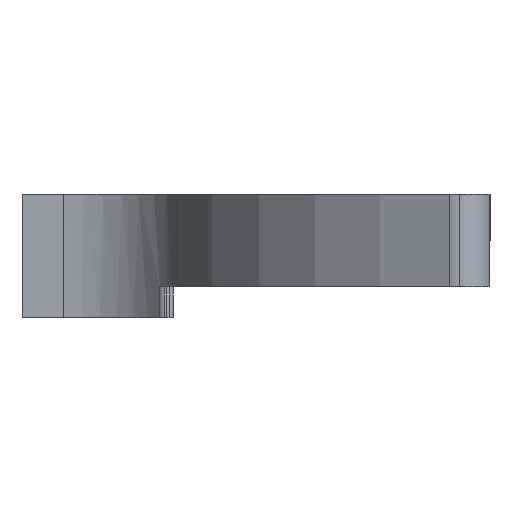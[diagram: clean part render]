
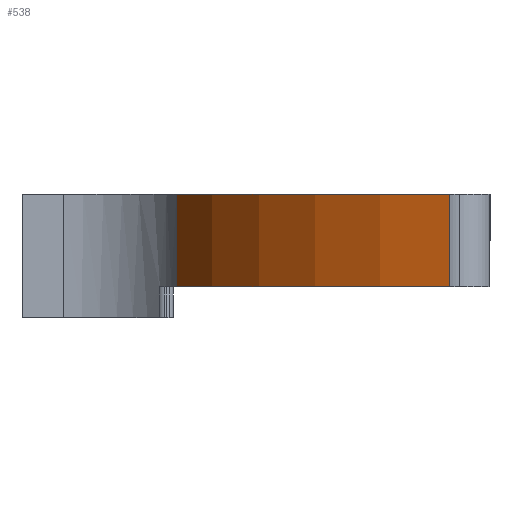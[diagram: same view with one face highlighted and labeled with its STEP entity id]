
A CAD part, left-side view. The second image highlights one B-rep face of the part: STEP entity #538.
In plain terms, the highlighted cylindrical face has radius 73 mm (diameter 146 mm), a partial arc.
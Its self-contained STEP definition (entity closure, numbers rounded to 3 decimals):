
#7 = FACE_OUTER_BOUND ( 'NONE', #1396, .T. ) ;
#8 = ORIENTED_EDGE ( 'NONE', *, *, #1660, .F. ) ;
#226 = CARTESIAN_POINT ( 'NONE',  ( 0., 0., 20. ) ) ;
#316 = LINE ( 'NONE', #1761, #1557 ) ;
#339 = LINE ( 'NONE', #973, #1584 ) ;
#351 = CARTESIAN_POINT ( 'NONE',  ( 0., 0., 20. ) ) ;
#387 = DIRECTION ( 'NONE',  ( -1., 0., 0. ) ) ;
#449 = EDGE_CURVE ( 'NONE', #1246, #1629, #316, .T. ) ;
#504 = CIRCLE ( 'NONE', #1884, 73. ) ;
#533 = CARTESIAN_POINT ( 'NONE',  ( -69.427, 22.558, 20. ) ) ;
#538 = ADVANCED_FACE ( 'NONE', ( #7 ), #822, .T. ) ;
#559 = AXIS2_PLACEMENT_3D ( 'NONE', #226, #1354, #387 ) ;
#707 = DIRECTION ( 'NONE',  ( 0., 0., -1. ) ) ;
#822 = CYLINDRICAL_SURFACE ( 'NONE', #1647, 73. ) ;
#825 = DIRECTION ( 'NONE',  ( 0., 0., -1. ) ) ;
#973 = CARTESIAN_POINT ( 'NONE',  ( -29.043, 66.974, 20. ) ) ;
#1014 = ORIENTED_EDGE ( 'NONE', *, *, #1095, .F. ) ;
#1073 = CARTESIAN_POINT ( 'NONE',  ( -69.427, 22.558, 5. ) ) ;
#1095 = EDGE_CURVE ( 'NONE', #1178, #1629, #2081, .T. ) ;
#1121 = DIRECTION ( 'NONE',  ( 0., 0., -1. ) ) ;
#1134 = CARTESIAN_POINT ( 'NONE',  ( -29.043, 66.974, 5. ) ) ;
#1162 = ORIENTED_EDGE ( 'NONE', *, *, #1948, .T. ) ;
#1178 = VERTEX_POINT ( 'NONE', #1379 ) ;
#1246 = VERTEX_POINT ( 'NONE', #1073 ) ;
#1319 = DIRECTION ( 'NONE',  ( -1., 0., 0. ) ) ;
#1354 = DIRECTION ( 'NONE',  ( 0., 0., 1. ) ) ;
#1379 = CARTESIAN_POINT ( 'NONE',  ( -29.043, 66.974, 20. ) ) ;
#1396 = EDGE_LOOP ( 'NONE', ( #8, #1637, #1014, #1162 ) ) ;
#1519 = VERTEX_POINT ( 'NONE', #1134 ) ;
#1557 = VECTOR ( 'NONE', #2070, 1000. ) ;
#1584 = VECTOR ( 'NONE', #1121, 1000. ) ;
#1629 = VERTEX_POINT ( 'NONE', #533 ) ;
#1637 = ORIENTED_EDGE ( 'NONE', *, *, #449, .T. ) ;
#1647 = AXIS2_PLACEMENT_3D ( 'NONE', #351, #825, #1319 ) ;
#1660 = EDGE_CURVE ( 'NONE', #1246, #1519, #504, .T. ) ;
#1678 = CARTESIAN_POINT ( 'NONE',  ( 0., 0., 5. ) ) ;
#1761 = CARTESIAN_POINT ( 'NONE',  ( -69.427, 22.558, 20. ) ) ;
#1832 = DIRECTION ( 'NONE',  ( -1., 0., 0. ) ) ;
#1884 = AXIS2_PLACEMENT_3D ( 'NONE', #1678, #707, #1832 ) ;
#1948 = EDGE_CURVE ( 'NONE', #1178, #1519, #339, .T. ) ;
#2070 = DIRECTION ( 'NONE',  ( 0., 0., 1. ) ) ;
#2081 = CIRCLE ( 'NONE', #559, 73. ) ;
